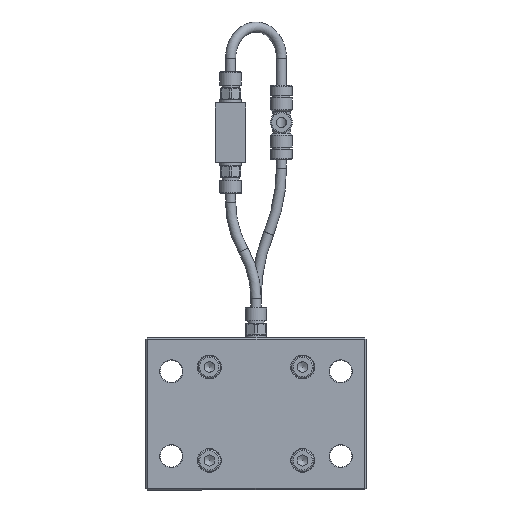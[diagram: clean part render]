
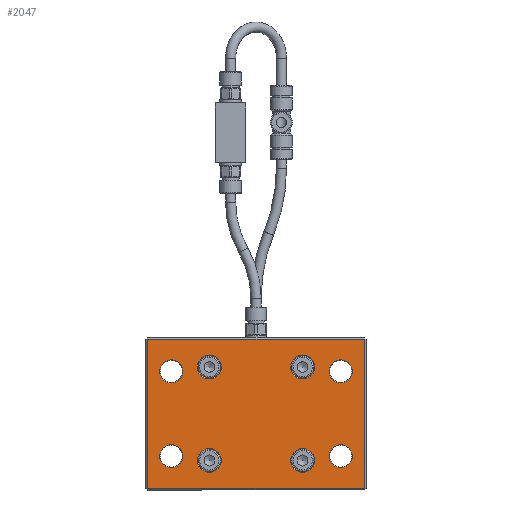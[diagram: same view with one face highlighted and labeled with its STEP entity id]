
A CAD part, left-side view. The second image highlights one B-rep face of the part: STEP entity #2047.
In plain terms, the highlighted planar face has unit normal (-1, 0, 0).
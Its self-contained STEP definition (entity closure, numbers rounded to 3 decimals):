
#1916=CARTESIAN_POINT('',(-20.0,-34.627,27.577));
#1917=VERTEX_POINT('',#1916);
#1918=CARTESIAN_POINT('',(-20.0,-27.577,27.577));
#1919=DIRECTION('',(-1.0,0.0,0.0));
#1920=DIRECTION('',(0.0,1.0,0.0));
#1921=AXIS2_PLACEMENT_3D('',#1918,#1919,#1920);
#1922=CIRCLE('',#1921,7.05);
#1923=EDGE_CURVE('',#1917,#1917,#1922,.T.);
#1928=CARTESIAN_POINT('',(-20.0,0.,0.));
#1929=DIRECTION('',(-1.0,0.0,0.0));
#1930=DIRECTION('',(0.0,-1.0,0.0));
#1931=AXIS2_PLACEMENT_3D('',#1928,#1929,#1930);
#1932=PLANE('',#1931);
#1933=CARTESIAN_POINT('',(-20.0,-64.,-44.));
#1934=VERTEX_POINT('',#1933);
#1935=CARTESIAN_POINT('',(-20.0,64.,-44.));
#1936=VERTEX_POINT('',#1935);
#1937=CARTESIAN_POINT('',(-20.0,-64.,-44.));
#1938=DIRECTION('',(0.0,1.0,0.0));
#1939=VECTOR('',#1938,128.);
#1940=LINE('',#1937,#1939);
#1941=EDGE_CURVE('',#1934,#1936,#1940,.T.);
#1942=ORIENTED_EDGE('',*,*,#1941,.F.);
#1943=CARTESIAN_POINT('',(-20.0,-64.,44.));
#1944=VERTEX_POINT('',#1943);
#1945=CARTESIAN_POINT('',(-20.0,-64.,44.));
#1946=DIRECTION('',(0.0,0.0,-1.0));
#1947=VECTOR('',#1946,88.);
#1948=LINE('',#1945,#1947);
#1949=EDGE_CURVE('',#1944,#1934,#1948,.T.);
#1950=ORIENTED_EDGE('',*,*,#1949,.F.);
#1951=CARTESIAN_POINT('',(-20.0,64.,44.));
#1952=VERTEX_POINT('',#1951);
#1953=CARTESIAN_POINT('',(-20.0,64.,44.));
#1954=DIRECTION('',(0.0,-1.0,0.0));
#1955=VECTOR('',#1954,128.);
#1956=LINE('',#1953,#1955);
#1957=EDGE_CURVE('',#1952,#1944,#1956,.T.);
#1958=ORIENTED_EDGE('',*,*,#1957,.F.);
#1959=CARTESIAN_POINT('',(-20.0,64.,-44.));
#1960=DIRECTION('',(0.0,0.0,1.0));
#1961=VECTOR('',#1960,88.0);
#1962=LINE('',#1959,#1961);
#1963=EDGE_CURVE('',#1936,#1952,#1962,.T.);
#1964=ORIENTED_EDGE('',*,*,#1963,.F.);
#1965=EDGE_LOOP('',(#1942,#1950,#1958,#1964));
#1966=FACE_OUTER_BOUND('',#1965,.T.);
#1967=CARTESIAN_POINT('',(-20.0,20.527,-27.577));
#1968=VERTEX_POINT('',#1967);
#1969=CARTESIAN_POINT('',(-20.0,27.577,-27.577));
#1970=DIRECTION('',(-1.0,0.0,0.0));
#1971=DIRECTION('',(0.0,1.0,0.0));
#1972=AXIS2_PLACEMENT_3D('',#1969,#1970,#1971);
#1973=CIRCLE('',#1972,7.05);
#1974=EDGE_CURVE('',#1968,#1968,#1973,.T.);
#1975=ORIENTED_EDGE('',*,*,#1974,.F.);
#1976=EDGE_LOOP('',(#1975));
#1977=FACE_BOUND('',#1976,.T.);
#1978=CARTESIAN_POINT('',(-20.0,20.527,27.577));
#1979=VERTEX_POINT('',#1978);
#1980=CARTESIAN_POINT('',(-20.0,27.577,27.577));
#1981=DIRECTION('',(-1.0,0.0,0.0));
#1982=DIRECTION('',(0.0,1.0,0.0));
#1983=AXIS2_PLACEMENT_3D('',#1980,#1981,#1982);
#1984=CIRCLE('',#1983,7.05);
#1985=EDGE_CURVE('',#1979,#1979,#1984,.T.);
#1986=ORIENTED_EDGE('',*,*,#1985,.F.);
#1987=EDGE_LOOP('',(#1986));
#1988=FACE_BOUND('',#1987,.T.);
#1989=CARTESIAN_POINT('',(-20.0,-34.627,-27.577));
#1990=VERTEX_POINT('',#1989);
#1991=CARTESIAN_POINT('',(-20.0,-27.577,-27.577));
#1992=DIRECTION('',(-1.0,0.0,0.0));
#1993=DIRECTION('',(0.0,1.0,0.0));
#1994=AXIS2_PLACEMENT_3D('',#1991,#1992,#1993);
#1995=CIRCLE('',#1994,7.05);
#1996=EDGE_CURVE('',#1990,#1990,#1995,.T.);
#1997=ORIENTED_EDGE('',*,*,#1996,.F.);
#1998=EDGE_LOOP('',(#1997));
#1999=FACE_BOUND('',#1998,.T.);
#2000=CARTESIAN_POINT('',(-20.0,43.2,-25.));
#2001=VERTEX_POINT('',#2000);
#2002=CARTESIAN_POINT('',(-20.0,50.,-25.));
#2003=DIRECTION('',(-1.0,0.0,0.0));
#2004=DIRECTION('',(0.0,1.0,0.0));
#2005=AXIS2_PLACEMENT_3D('',#2002,#2003,#2004);
#2006=CIRCLE('',#2005,6.8);
#2007=EDGE_CURVE('',#2001,#2001,#2006,.T.);
#2008=ORIENTED_EDGE('',*,*,#2007,.F.);
#2009=EDGE_LOOP('',(#2008));
#2010=FACE_BOUND('',#2009,.T.);
#2011=CARTESIAN_POINT('',(-20.0,-56.8,25.));
#2012=VERTEX_POINT('',#2011);
#2013=CARTESIAN_POINT('',(-20.0,-50.,25.));
#2014=DIRECTION('',(-1.0,0.0,0.0));
#2015=DIRECTION('',(0.0,1.0,0.0));
#2016=AXIS2_PLACEMENT_3D('',#2013,#2014,#2015);
#2017=CIRCLE('',#2016,6.8);
#2018=EDGE_CURVE('',#2012,#2012,#2017,.T.);
#2019=ORIENTED_EDGE('',*,*,#2018,.F.);
#2020=EDGE_LOOP('',(#2019));
#2021=FACE_BOUND('',#2020,.T.);
#2022=CARTESIAN_POINT('',(-20.0,43.2,25.));
#2023=VERTEX_POINT('',#2022);
#2024=CARTESIAN_POINT('',(-20.0,50.,25.));
#2025=DIRECTION('',(-1.0,0.0,0.0));
#2026=DIRECTION('',(0.0,1.0,0.0));
#2027=AXIS2_PLACEMENT_3D('',#2024,#2025,#2026);
#2028=CIRCLE('',#2027,6.8);
#2029=EDGE_CURVE('',#2023,#2023,#2028,.T.);
#2030=ORIENTED_EDGE('',*,*,#2029,.F.);
#2031=EDGE_LOOP('',(#2030));
#2032=FACE_BOUND('',#2031,.T.);
#2033=CARTESIAN_POINT('',(-20.0,-56.8,-25.));
#2034=VERTEX_POINT('',#2033);
#2035=CARTESIAN_POINT('',(-20.0,-50.,-25.));
#2036=DIRECTION('',(-1.0,0.0,0.0));
#2037=DIRECTION('',(0.0,1.0,0.0));
#2038=AXIS2_PLACEMENT_3D('',#2035,#2036,#2037);
#2039=CIRCLE('',#2038,6.8);
#2040=EDGE_CURVE('',#2034,#2034,#2039,.T.);
#2041=ORIENTED_EDGE('',*,*,#2040,.F.);
#2042=EDGE_LOOP('',(#2041));
#2043=FACE_BOUND('',#2042,.T.);
#2044=ORIENTED_EDGE('',*,*,#1923,.F.);
#2045=EDGE_LOOP('',(#2044));
#2046=FACE_BOUND('',#2045,.T.);
#2047=ADVANCED_FACE('',(#1966,#1977,#1988,#1999,#2010,#2021,#2032,#2043,#2046),#1932,.T.);
